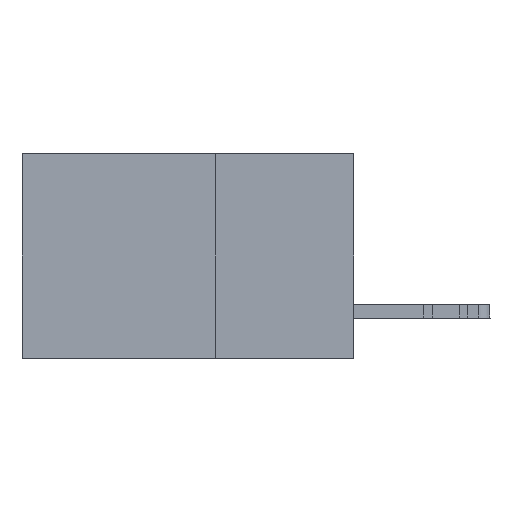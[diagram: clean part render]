
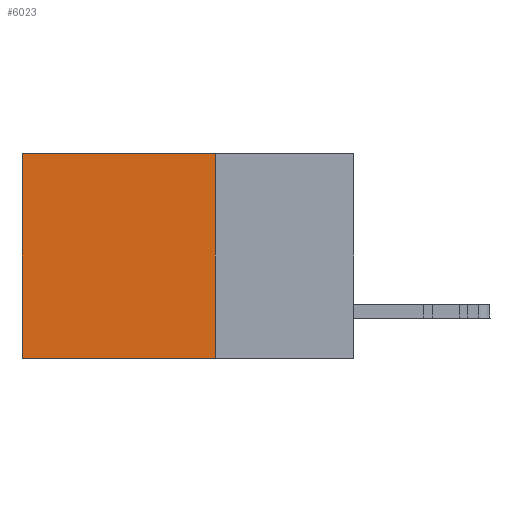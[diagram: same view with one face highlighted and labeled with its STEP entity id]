
A CAD part, left-side view. The second image highlights one B-rep face of the part: STEP entity #6023.
In plain terms, the highlighted planar face has unit normal (-1, 0, 0).
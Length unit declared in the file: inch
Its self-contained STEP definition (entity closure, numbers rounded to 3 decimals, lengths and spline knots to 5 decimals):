
#464 = DIRECTION ( 'NONE',  ( 0., 0., -1. ) ) ;
#3433 = VECTOR ( 'NONE', #24264, 39.37008 ) ;
#4299 = CARTESIAN_POINT ( 'NONE',  ( 0.2875, 0.6, -0.37 ) ) ;
#4540 = LINE ( 'NONE', #13961, #3433 ) ;
#4678 = VECTOR ( 'NONE', #464, 39.37008 ) ;
#5413 = CARTESIAN_POINT ( 'NONE',  ( 0.2875, 0.6, 0. ) ) ;
#5755 = CARTESIAN_POINT ( 'NONE',  ( 0.2875, 0.25, 0. ) ) ;
#6023 = ADVANCED_FACE ( 'NONE', ( #40537 ), #10503, .F. ) ;
#6726 = EDGE_LOOP ( 'NONE', ( #15029, #18421, #33049, #34086 ) ) ;
#6750 = EDGE_CURVE ( 'NONE', #42939, #37634, #15665, .T. ) ;
#10503 = PLANE ( 'NONE',  #27749 ) ;
#10801 = CARTESIAN_POINT ( 'NONE',  ( 0.2875, 0.25, -0.37 ) ) ;
#13961 = CARTESIAN_POINT ( 'NONE',  ( 0.2875, 0.25, 0. ) ) ;
#15029 = ORIENTED_EDGE ( 'NONE', *, *, #39742, .T. ) ;
#15597 = EDGE_CURVE ( 'NONE', #42939, #26706, #4540, .T. ) ;
#15665 = LINE ( 'NONE', #39145, #35983 ) ;
#18089 = DIRECTION ( 'NONE',  ( 0., 1., 0. ) ) ;
#18421 = ORIENTED_EDGE ( 'NONE', *, *, #22768, .F. ) ;
#22768 = EDGE_CURVE ( 'NONE', #37634, #38500, #37215, .T. ) ;
#22888 = DIRECTION ( 'NONE',  ( 0., 0., -1. ) ) ;
#24264 = DIRECTION ( 'NONE',  ( 0., 1., 0. ) ) ;
#26706 = VERTEX_POINT ( 'NONE', #5413 ) ;
#26846 = VECTOR ( 'NONE', #18089, 39.37008 ) ;
#27582 = LINE ( 'NONE', #31311, #4678 ) ;
#27749 = AXIS2_PLACEMENT_3D ( 'NONE', #37253, #30892, #36833 ) ;
#30892 = DIRECTION ( 'NONE',  ( 1., 0., 0. ) ) ;
#31277 = CARTESIAN_POINT ( 'NONE',  ( 0.2875, 0.25, -0.37 ) ) ;
#31311 = CARTESIAN_POINT ( 'NONE',  ( 0.2875, 0.6, 0. ) ) ;
#33049 = ORIENTED_EDGE ( 'NONE', *, *, #6750, .F. ) ;
#34086 = ORIENTED_EDGE ( 'NONE', *, *, #15597, .T. ) ;
#35983 = VECTOR ( 'NONE', #22888, 39.37008 ) ;
#36833 = DIRECTION ( 'NONE',  ( 0., 0., -1. ) ) ;
#37215 = LINE ( 'NONE', #31277, #26846 ) ;
#37253 = CARTESIAN_POINT ( 'NONE',  ( 0.2875, 0.25, 0. ) ) ;
#37634 = VERTEX_POINT ( 'NONE', #10801 ) ;
#38500 = VERTEX_POINT ( 'NONE', #4299 ) ;
#39145 = CARTESIAN_POINT ( 'NONE',  ( 0.2875, 0.25, 0. ) ) ;
#39742 = EDGE_CURVE ( 'NONE', #26706, #38500, #27582, .T. ) ;
#40537 = FACE_OUTER_BOUND ( 'NONE', #6726, .T. ) ;
#42939 = VERTEX_POINT ( 'NONE', #5755 ) ;
